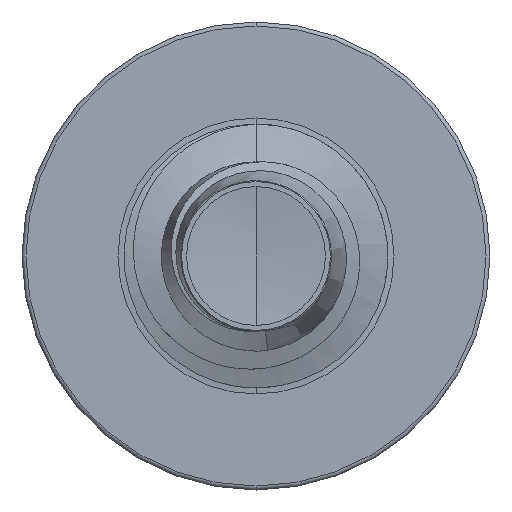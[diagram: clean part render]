
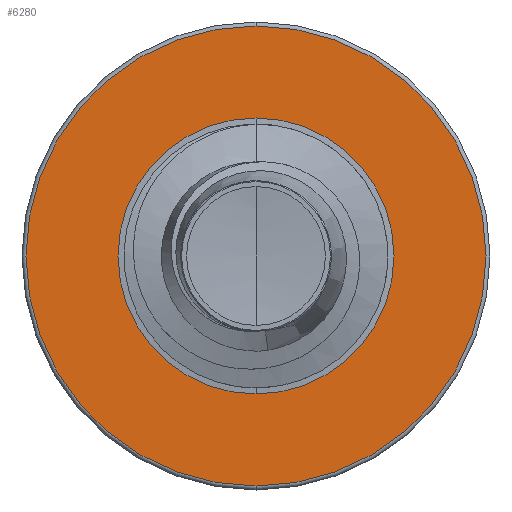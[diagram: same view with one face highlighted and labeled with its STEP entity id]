
A CAD part, front view. The second image highlights one B-rep face of the part: STEP entity #6280.
In plain terms, the highlighted planar face has unit normal (0, -1, 0).
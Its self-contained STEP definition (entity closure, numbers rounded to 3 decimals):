
#62 = DIRECTION ( 'NONE',  ( 0., 0., 1. ) ) ;
#78 = DIRECTION ( 'NONE',  ( 0., 1., 0. ) ) ;
#105 = CARTESIAN_POINT ( 'NONE',  ( 0., 2.25, -1.15 ) ) ;
#129 = PLANE ( 'NONE',  #2757 ) ;
#312 = AXIS2_PLACEMENT_3D ( 'NONE', #2998, #2993, #2986 ) ;
#335 = AXIS2_PLACEMENT_3D ( 'NONE', #4925, #4921, #4909 ) ;
#385 = AXIS2_PLACEMENT_3D ( 'NONE', #5357, #5353, #5346 ) ;
#923 = AXIS2_PLACEMENT_3D ( 'NONE', #1148, #1097, #1070 ) ;
#1026 = EDGE_LOOP ( 'NONE', ( #7520, #9202 ) ) ;
#1070 = DIRECTION ( 'NONE',  ( 0., 0., 1. ) ) ;
#1097 = DIRECTION ( 'NONE',  ( 0., 1., 0. ) ) ;
#1148 = CARTESIAN_POINT ( 'NONE',  ( 0., 2.25, 0. ) ) ;
#2395 = VERTEX_POINT ( 'NONE', #2855 ) ;
#2757 = AXIS2_PLACEMENT_3D ( 'NONE', #105, #78, #62 ) ;
#2855 = CARTESIAN_POINT ( 'NONE',  ( 0., 2.25, 1.917 ) ) ;
#2871 = CIRCLE ( 'NONE', #335, 1.917 ) ;
#2920 = CARTESIAN_POINT ( 'NONE',  ( 0., 2.25, -1.15 ) ) ;
#2986 = DIRECTION ( 'NONE',  ( 0., 0., 1. ) ) ;
#2993 = DIRECTION ( 'NONE',  ( 0., 1., 0. ) ) ;
#2998 = CARTESIAN_POINT ( 'NONE',  ( 0., 2.25, 0. ) ) ;
#3419 = CIRCLE ( 'NONE', #385, 1.917 ) ;
#4466 = CARTESIAN_POINT ( 'NONE',  ( 0., 2.25, -1.917 ) ) ;
#4517 = CIRCLE ( 'NONE', #312, 1.15 ) ;
#4909 = DIRECTION ( 'NONE',  ( 0., 0., 1. ) ) ;
#4921 = DIRECTION ( 'NONE',  ( 0., 1., 0. ) ) ;
#4925 = CARTESIAN_POINT ( 'NONE',  ( 0., 2.25, 0. ) ) ;
#5346 = DIRECTION ( 'NONE',  ( 0., 0., 1. ) ) ;
#5353 = DIRECTION ( 'NONE',  ( 0., 1., 0. ) ) ;
#5357 = CARTESIAN_POINT ( 'NONE',  ( 0., 2.25, 0. ) ) ;
#5476 = FACE_BOUND ( 'NONE', #7397, .T. ) ;
#5850 = VERTEX_POINT ( 'NONE', #4466 ) ;
#5945 = FACE_OUTER_BOUND ( 'NONE', #1026, .T. ) ;
#6023 = ORIENTED_EDGE ( 'NONE', *, *, #8490, .T. ) ;
#6280 = ADVANCED_FACE ( 'NONE', ( #5945, #5476 ), #129, .F. ) ;
#6699 = CIRCLE ( 'NONE', #923, 1.15 ) ;
#7397 = EDGE_LOOP ( 'NONE', ( #6023, #7710 ) ) ;
#7520 = ORIENTED_EDGE ( 'NONE', *, *, #8413, .F. ) ;
#7710 = ORIENTED_EDGE ( 'NONE', *, *, #8120, .T. ) ;
#8066 = VERTEX_POINT ( 'NONE', #2920 ) ;
#8120 = EDGE_CURVE ( 'NONE', #8066, #9654, #6699, .T. ) ;
#8413 = EDGE_CURVE ( 'NONE', #2395, #5850, #3419, .T. ) ;
#8442 = EDGE_CURVE ( 'NONE', #5850, #2395, #2871, .T. ) ;
#8490 = EDGE_CURVE ( 'NONE', #9654, #8066, #4517, .T. ) ;
#8578 = CARTESIAN_POINT ( 'NONE',  ( 0., 2.25, 1.15 ) ) ;
#9202 = ORIENTED_EDGE ( 'NONE', *, *, #8442, .F. ) ;
#9654 = VERTEX_POINT ( 'NONE', #8578 ) ;
